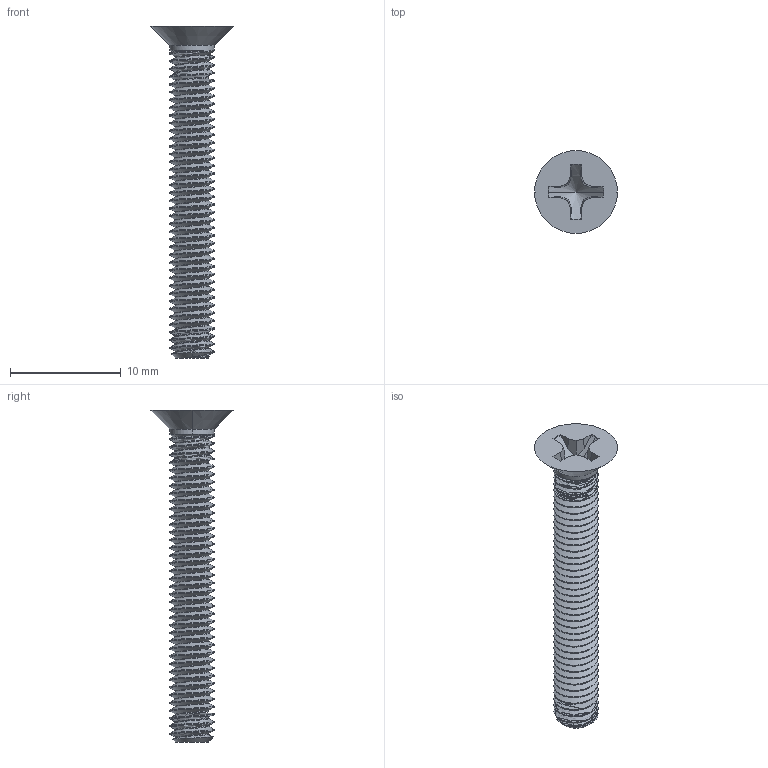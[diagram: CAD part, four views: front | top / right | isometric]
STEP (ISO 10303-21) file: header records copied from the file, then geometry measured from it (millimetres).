
FILE_DESCRIPTION (( 'STEP AP203' ), '1' );
FILE_NAME ('91698A729_Black-Oxide 18-8 Stainless Steel Phillips Flat Head Screws.STEP', '2021-07-08T23:50:12', ( 'Administrator' ), ( 'Managed by Terraform' ), 'SwSTEP 2.0', 'SolidWorks 2017', '' );
FILE_SCHEMA (( 'CONFIG_CONTROL_DESIGN' ));
Length unit declared in the file: millimetre
Products named in the file (1): 91698A729_Black-Oxide 18-8 Stainless Steel Phillips Flat Head Screws
Bounding box: 7.5 x 7.5 x 30 mm (x, y, z)
Volume: 314.1 mm3; surface area: 667.9 mm2
Topology: 1 solids, 1 shells, 116 faces, 337 edges, 222 vertices
Faces by surface type: cylinder 80, plane 18, cone 15, bspline 3
Entity records: 8786 total; most frequent: CARTESIAN_POINT 6199, ORIENTED_EDGE 670, DIRECTION 388, EDGE_CURVE 335, VERTEX_POINT 222, AXIS2_PLACEMENT_3D 135, LINE 118, VECTOR 118
